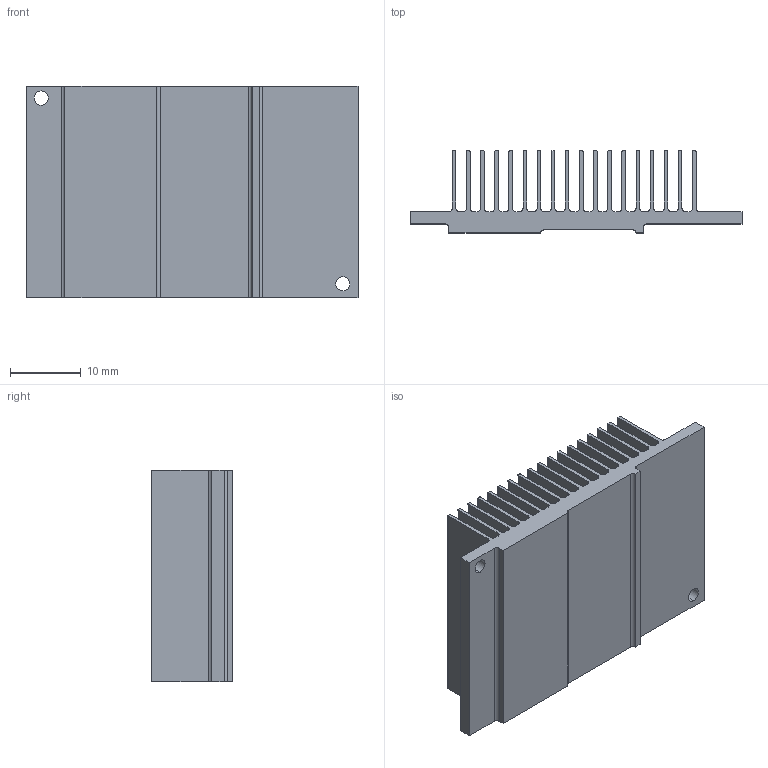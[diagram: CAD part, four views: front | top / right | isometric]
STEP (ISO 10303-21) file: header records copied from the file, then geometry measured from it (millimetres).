
FILE_DESCRIPTION (( 'STEP AP214' ), '1' );
FILE_NAME ('Heatsink for IMX6 ver1.3 - ver1.5.STEP', '2020-05-28T06:13:25', ( '' ), ( '' ), 'SwSTEP 2.0', 'SolidWorks 2017', '' );
FILE_SCHEMA (( 'AUTOMOTIVE_DESIGN' ));
Length unit declared in the file: millimetre
Products named in the file (1): Heatsink for IMX6 ver1.3 - ver1.5
Bounding box: 47 x 11.6 x 30 mm (x, y, z)
Volume: 5689.5 mm3; surface area: 12400.7 mm2
Topology: 1 solids, 1 shells, 164 faces, 486 edges, 324 vertices
Faces by surface type: plane 84, cylinder 80
Entity records: 5572 total; most frequent: DIRECTION 976, CARTESIAN_POINT 975, ORIENTED_EDGE 972, EDGE_CURVE 486, VECTOR 326, LINE 326, AXIS2_PLACEMENT_3D 325, VERTEX_POINT 324
